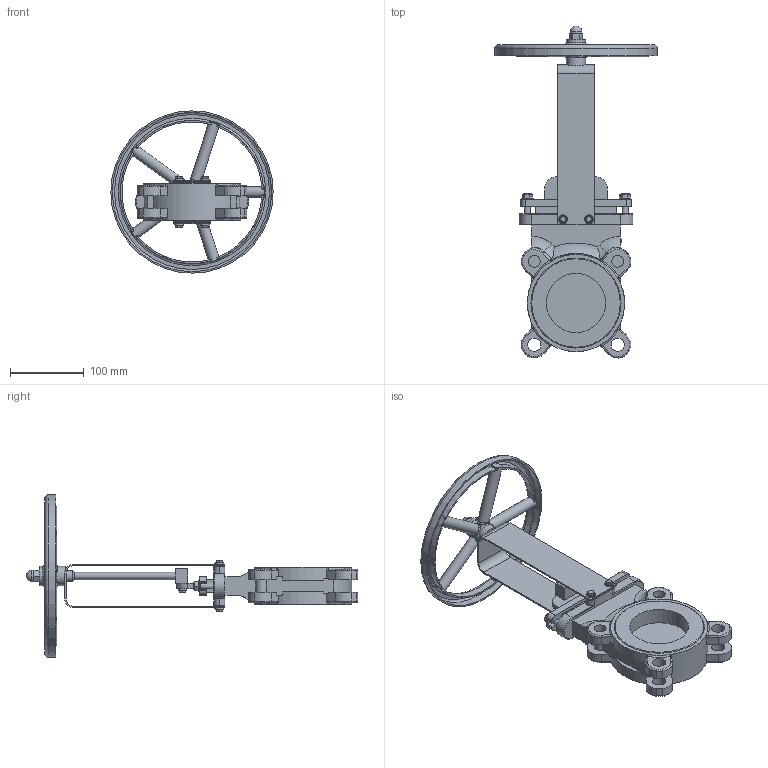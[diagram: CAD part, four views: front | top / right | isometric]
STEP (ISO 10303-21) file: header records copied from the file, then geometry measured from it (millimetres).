
FILE_DESCRIPTION(/* description */ (''),/* implementation_level */ '2;1');
FILE_NAME(/* name */ 'DN80_3D_STEP.stp',/* time_stamp */ '2024-03-31T23:12:05+03:00',/* author */ ('igorr'),/* organization */ (''),/* preprocessor_version */ 'ST-DEVELOPER v19.2',/* originating_system */ 'Autodesk Inventor 2023',/* authorisation */ '');
FILE_SCHEMA (('AUTOMOTIVE_DESIGN { 1 0 10303 214 3 1 1 }'));
Length unit declared in the file: millimetre
Products named in the file (8): Сборка; Деталь1; Деталь4; Деталь5; AS 1427 - M8 x 20; Деталь2; Bolt GB 5789-86-M5 x 10; SS 2180 - M 10
Assembly tree (13 placements, depth 2):
  Сборка
    Деталь1
    Деталь4
    Деталь5
    AS 1427 - M8 x 20  x2
    Деталь2
    Bolt GB 5789-86-M5 x 10  x6
    SS 2180 - M 10
Bounding box: 220 x 449.95 x 220 mm (x, y, z)
Volume: 1097767.6 mm3; surface area: 267911.9 mm2
Topology: 13 solids, 13 shells, 596 faces, 1479 edges, 931 vertices
Faces by surface type: plane 277, cylinder 154, bspline 59, torus 58, cone 47, sphere 1
Full cylindrical faces by diameter (mm): 5 x14, 6.466 x2, 8 x2, 8.376 x1, 10 x1, 15 x6, 16 x7, 18 x4, 26 x2, 80 x2, 216 x1, 220 x1
Entity records: 18778 total; most frequent: CARTESIAN_POINT 6036, ORIENTED_EDGE 2578, DIRECTION 2392, EDGE_CURVE 1289, AXIS2_PLACEMENT_3D 895, VERTEX_POINT 810, LINE 602, VECTOR 602
